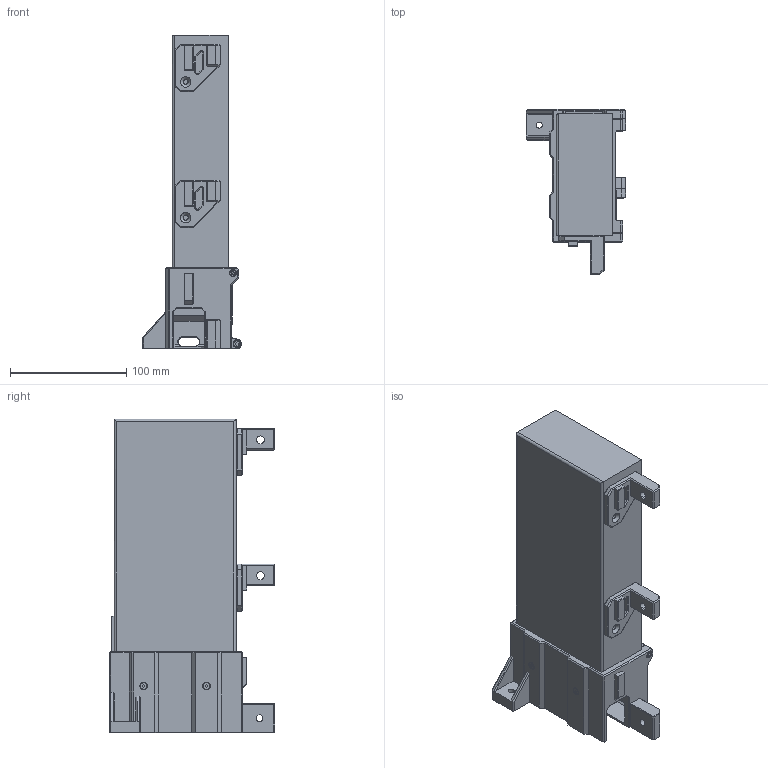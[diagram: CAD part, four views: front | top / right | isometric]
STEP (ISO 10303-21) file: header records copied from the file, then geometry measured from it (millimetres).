
FILE_DESCRIPTION(/* description */ (''),/* implementation_level */ '2;1');
FILE_NAME(/* name */ 'prusa_delta_psu_box.step',/* time_stamp */ '2020-10-18T09:39:53+07:00',/* author */ (''),/* organization */ (''),/* preprocessor_version */ 'ST-DEVELOPER v18.1',/* originating_system */ 'Autodesk Translation Framework v9.3.0.1241',/* authorisation */ '');
FILE_SCHEMA (('AUTOMOTIVE_DESIGN { 1 0 10303 214 3 1 1 }'));
Products named in the file (10): DeltaPSU-Cover for Parrot 3D Printer; Delta_PSU_Top_Mount; DeltaPSU-Cover 01 for Parrot 3D Printer; psu_mk3s_delta; DeltaPSU-Cover 02 for Parrot 3D Printer; hexagonal_nut_normal_height_M3; HNTL1N-ST-M3_214 v1; SCB3-10 v1; Bolt M3x15; M3x10 Countersunk Screw v1
Assembly tree (15 placements, depth 2):
  DeltaPSU-Cover for Parrot 3D Printer
    Delta_PSU_Top_Mount  x2
    DeltaPSU-Cover 01 for Parrot 3D Printer
    psu_mk3s_delta
    DeltaPSU-Cover 02 for Parrot 3D Printer
    HNTL1N-ST-M3_214 v1  x2
    hexagonal_nut_normal_height_M3  x2
    SCB3-10 v1  x2
    Bolt M3x15  x2
    M3x10 Countersunk Screw v1  x2
Bounding box: 85.4 x 142.7 x 270.23 mm (x, y, z)
Volume: 1250004.3 mm3; surface area: 159480.7 mm2
Topology: 15 solids, 15 shells, 1265 faces, 3046 edges, 1856 vertices
Faces by surface type: plane 723, cylinder 230, bspline 168, cone 118, torus 26
Full cylindrical faces by diameter (mm): 2.459 x36, 3 x48, 3.2 x2, 4 x4, 4.2 x2, 5 x2, 5.2 x1, 5.32 x4, 5.5 x2, 5.54 x2, 6 x4, 10.4 x3
Entity records: 46778 total; most frequent: CARTESIAN_POINT 23759, ORIENTED_EDGE 4892, DIRECTION 4112, EDGE_CURVE 2446, LINE 1636, VECTOR 1636, VERTEX_POINT 1492, AXIS2_PLACEMENT_3D 1238
